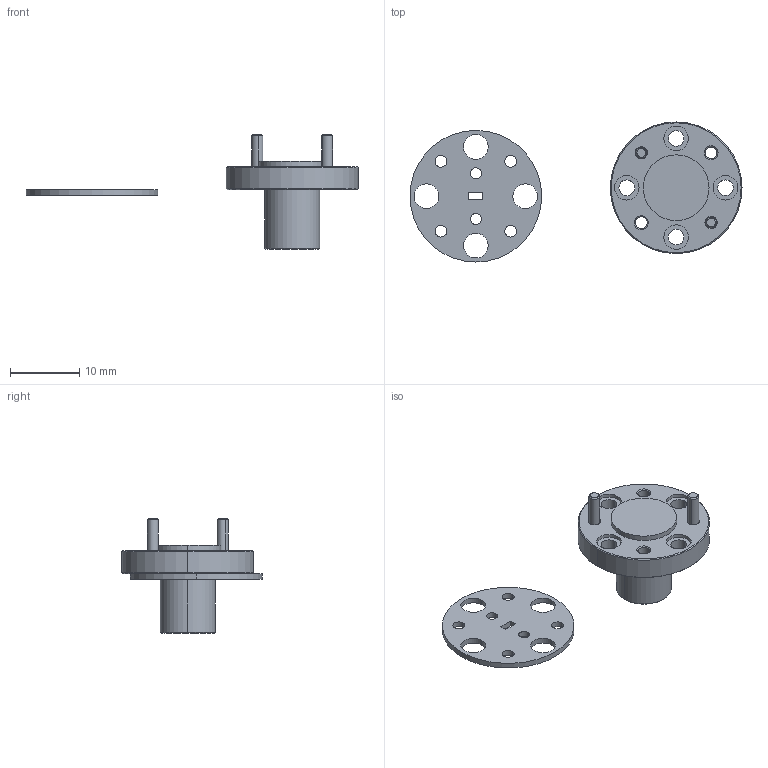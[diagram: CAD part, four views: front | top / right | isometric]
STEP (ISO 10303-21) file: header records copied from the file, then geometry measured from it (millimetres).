
FILE_DESCRIPTION (( 'STEP AP203' ), '1' );
FILE_NAME ('SWO-08-F1.STEP', '2019-06-06T16:31:04', ( '' ), ( '' ), 'SwSTEP 2.0', 'SolidWorks 2016', '' );
FILE_SCHEMA (( 'CONFIG_CONTROL_DESIGN' ));
Length unit declared in the file: inch
Products named in the file (1): SWO-08-F1
Bounding box: 48.04 x 20.27 x 16.57 mm (x, y, z)
Volume: 1553.8 mm3; surface area: 1778.6 mm2
Topology: 4 solids, 4 shells, 96 faces, 224 edges, 142 vertices
Faces by surface type: cylinder 56, cone 22, plane 18
Entity records: 2935 total; most frequent: DIRECTION 552, CARTESIAN_POINT 463, ORIENTED_EDGE 448, AXIS2_PLACEMENT_3D 231, EDGE_CURVE 224, VERTEX_POINT 142, EDGE_LOOP 140, CIRCLE 134
